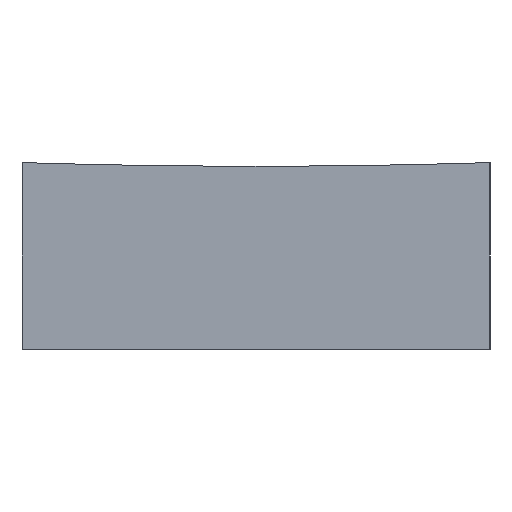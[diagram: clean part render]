
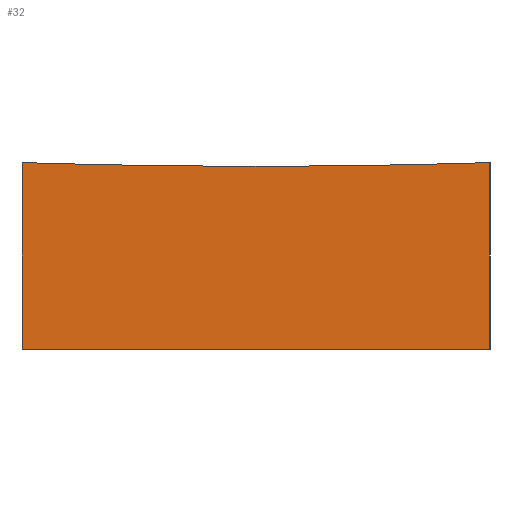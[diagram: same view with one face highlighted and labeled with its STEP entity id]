
A CAD part, left-side view. The second image highlights one B-rep face of the part: STEP entity #32.
In plain terms, the highlighted planar face has unit normal (-1, 0, 0).
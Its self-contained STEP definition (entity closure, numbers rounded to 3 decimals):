
#1 = CARTESIAN_POINT ( 'NONE',  ( -25., -12.5, 9.978 ) ) ;
#2 = VERTEX_POINT ( 'NONE', #1 ) ;
#3 = DIRECTION ( 'NONE',  ( 1., 0., 0. ) ) ;
#4 = VECTOR ( 'NONE', #29, 1000. ) ;
#9 = CARTESIAN_POINT ( 'NONE',  ( -25., 0., 409. ) ) ;
#12 = DIRECTION ( 'NONE',  ( 0., 1., 0. ) ) ;
#20 = VERTEX_POINT ( 'NONE', #219 ) ;
#22 = AXIS2_PLACEMENT_3D ( 'NONE', #9, #103, #12 ) ;
#29 = DIRECTION ( 'NONE',  ( 0., -1., 0. ) ) ;
#32 = ADVANCED_FACE ( 'NONE', ( #135 ), #180, .F. ) ;
#36 = VERTEX_POINT ( 'NONE', #163 ) ;
#38 = VERTEX_POINT ( 'NONE', #117 ) ;
#40 = DIRECTION ( 'NONE',  ( 0., 0., -1. ) ) ;
#46 = CARTESIAN_POINT ( 'NONE',  ( -25., 0., 409. ) ) ;
#48 = ORIENTED_EDGE ( 'NONE', *, *, #195, .T. ) ;
#55 = AXIS2_PLACEMENT_3D ( 'NONE', #138, #3, #76 ) ;
#59 = VERTEX_POINT ( 'NONE', #198 ) ;
#76 = DIRECTION ( 'NONE',  ( 0., 1., 0. ) ) ;
#80 = CIRCLE ( 'NONE', #214, 399.218 ) ;
#89 = VECTOR ( 'NONE', #225, 1000. ) ;
#98 = ORIENTED_EDGE ( 'NONE', *, *, #245, .F. ) ;
#99 = EDGE_CURVE ( 'NONE', #2, #20, #119, .T. ) ;
#103 = DIRECTION ( 'NONE',  ( -1., 0., 0. ) ) ;
#105 = CARTESIAN_POINT ( 'NONE',  ( -25., -12.5, 15. ) ) ;
#111 = VECTOR ( 'NONE', #40, 1000. ) ;
#114 = ORIENTED_EDGE ( 'NONE', *, *, #124, .T. ) ;
#117 = CARTESIAN_POINT ( 'NONE',  ( -25., 12.5, 9.978 ) ) ;
#119 = LINE ( 'NONE', #105, #111 ) ;
#124 = EDGE_CURVE ( 'NONE', #36, #20, #166, .T. ) ;
#134 = ORIENTED_EDGE ( 'NONE', *, *, #99, .F. ) ;
#135 = FACE_OUTER_BOUND ( 'NONE', #210, .T. ) ;
#138 = CARTESIAN_POINT ( 'NONE',  ( -25., 12.5, 15. ) ) ;
#139 = EDGE_CURVE ( 'NONE', #38, #59, #212, .T. ) ;
#163 = CARTESIAN_POINT ( 'NONE',  ( -25., 12.5, 0. ) ) ;
#166 = LINE ( 'NONE', #204, #4 ) ;
#172 = DIRECTION ( 'NONE',  ( -1., 0., 0. ) ) ;
#180 = PLANE ( 'NONE',  #55 ) ;
#181 = ORIENTED_EDGE ( 'NONE', *, *, #139, .F. ) ;
#187 = CARTESIAN_POINT ( 'NONE',  ( -25., 12.5, 15. ) ) ;
#195 = EDGE_CURVE ( 'NONE', #38, #36, #247, .T. ) ;
#198 = CARTESIAN_POINT ( 'NONE',  ( -25., 0., 9.782 ) ) ;
#204 = CARTESIAN_POINT ( 'NONE',  ( -25., 12.5, 0. ) ) ;
#206 = DIRECTION ( 'NONE',  ( 0., 1., 0. ) ) ;
#210 = EDGE_LOOP ( 'NONE', ( #181, #48, #114, #134, #98 ) ) ;
#212 = CIRCLE ( 'NONE', #22, 399.218 ) ;
#214 = AXIS2_PLACEMENT_3D ( 'NONE', #46, #172, #206 ) ;
#219 = CARTESIAN_POINT ( 'NONE',  ( -25., -12.5, 0. ) ) ;
#225 = DIRECTION ( 'NONE',  ( 0., 0., -1. ) ) ;
#245 = EDGE_CURVE ( 'NONE', #59, #2, #80, .T. ) ;
#247 = LINE ( 'NONE', #187, #89 ) ;
